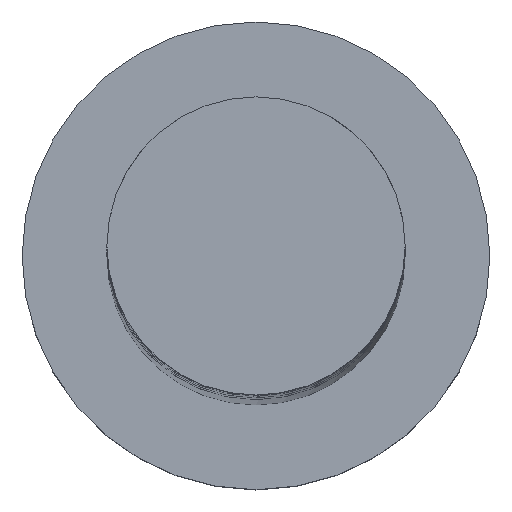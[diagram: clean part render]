
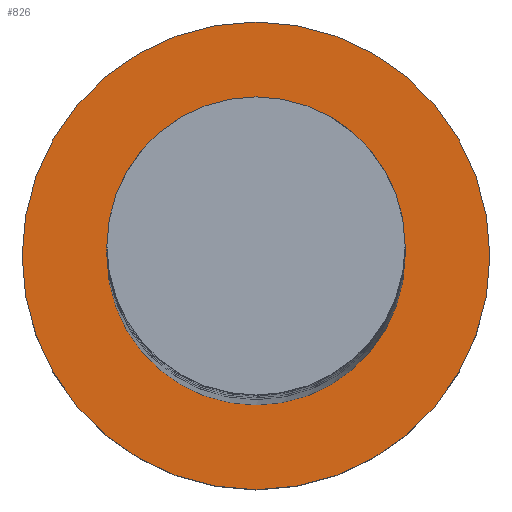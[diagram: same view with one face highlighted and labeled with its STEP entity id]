
A CAD part, top view. The second image highlights one B-rep face of the part: STEP entity #826.
In plain terms, the highlighted planar face has unit normal (0, 0, 1).
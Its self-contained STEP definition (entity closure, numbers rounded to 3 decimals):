
#1 = AXIS2_PLACEMENT_3D ( 'NONE', #1542, #84, #1670 ) ;
#3 = ORIENTED_EDGE ( 'NONE', *, *, #1612, .F. ) ;
#16 = VERTEX_POINT ( 'NONE', #907 ) ;
#19 = DIRECTION ( 'NONE',  ( 1., 0., 0. ) ) ;
#35 = EDGE_LOOP ( 'NONE', ( #3, #981 ) ) ;
#84 = DIRECTION ( 'NONE',  ( 0., 0., 1. ) ) ;
#135 = DIRECTION ( 'NONE',  ( 0., 0., 1. ) ) ;
#162 = EDGE_LOOP ( 'NONE', ( #1303, #1405 ) ) ;
#174 = DIRECTION ( 'NONE',  ( 0., 0., 1. ) ) ;
#221 = EDGE_CURVE ( 'NONE', #627, #16, #634, .T. ) ;
#297 = DIRECTION ( 'NONE',  ( 1., 0., 0. ) ) ;
#378 = FACE_BOUND ( 'NONE', #35, .T. ) ;
#464 = CARTESIAN_POINT ( 'NONE',  ( 0., 0., 5. ) ) ;
#470 = DIRECTION ( 'NONE',  ( 1., 0., 0. ) ) ;
#482 = EDGE_CURVE ( 'NONE', #16, #627, #1528, .T. ) ;
#500 = FACE_OUTER_BOUND ( 'NONE', #162, .T. ) ;
#627 = VERTEX_POINT ( 'NONE', #740 ) ;
#634 = CIRCLE ( 'NONE', #1583, 8. ) ;
#740 = CARTESIAN_POINT ( 'NONE',  ( 8., 0., 5. ) ) ;
#826 = ADVANCED_FACE ( 'NONE', ( #378, #500 ), #1592, .T. ) ;
#874 = CIRCLE ( 'NONE', #1, 5.1 ) ;
#907 = CARTESIAN_POINT ( 'NONE',  ( -8., 0., 5. ) ) ;
#926 = CARTESIAN_POINT ( 'NONE',  ( 5.1, 0., 5. ) ) ;
#927 = AXIS2_PLACEMENT_3D ( 'NONE', #1226, #135, #19 ) ;
#954 = CIRCLE ( 'NONE', #927, 5.1 ) ;
#981 = ORIENTED_EDGE ( 'NONE', *, *, #1080, .F. ) ;
#985 = DIRECTION ( 'NONE',  ( 0., 0., 1. ) ) ;
#1080 = EDGE_CURVE ( 'NONE', #1545, #1332, #874, .T. ) ;
#1096 = AXIS2_PLACEMENT_3D ( 'NONE', #464, #985, #470 ) ;
#1224 = CARTESIAN_POINT ( 'NONE',  ( 0., 0., 5. ) ) ;
#1226 = CARTESIAN_POINT ( 'NONE',  ( 0., 0., 5. ) ) ;
#1300 = DIRECTION ( 'NONE',  ( 1., 0., 0. ) ) ;
#1303 = ORIENTED_EDGE ( 'NONE', *, *, #482, .T. ) ;
#1324 = CARTESIAN_POINT ( 'NONE',  ( -5.1, 0., 5. ) ) ;
#1332 = VERTEX_POINT ( 'NONE', #1324 ) ;
#1405 = ORIENTED_EDGE ( 'NONE', *, *, #221, .T. ) ;
#1528 = CIRCLE ( 'NONE', #1096, 8. ) ;
#1542 = CARTESIAN_POINT ( 'NONE',  ( 0., 0., 5. ) ) ;
#1545 = VERTEX_POINT ( 'NONE', #926 ) ;
#1582 = DIRECTION ( 'NONE',  ( 0., 0., 1. ) ) ;
#1583 = AXIS2_PLACEMENT_3D ( 'NONE', #1224, #174, #297 ) ;
#1592 = PLANE ( 'NONE',  #1751 ) ;
#1612 = EDGE_CURVE ( 'NONE', #1332, #1545, #954, .T. ) ;
#1670 = DIRECTION ( 'NONE',  ( 1., 0., 0. ) ) ;
#1728 = CARTESIAN_POINT ( 'NONE',  ( 0., 0., 5. ) ) ;
#1751 = AXIS2_PLACEMENT_3D ( 'NONE', #1728, #1582, #1300 ) ;
